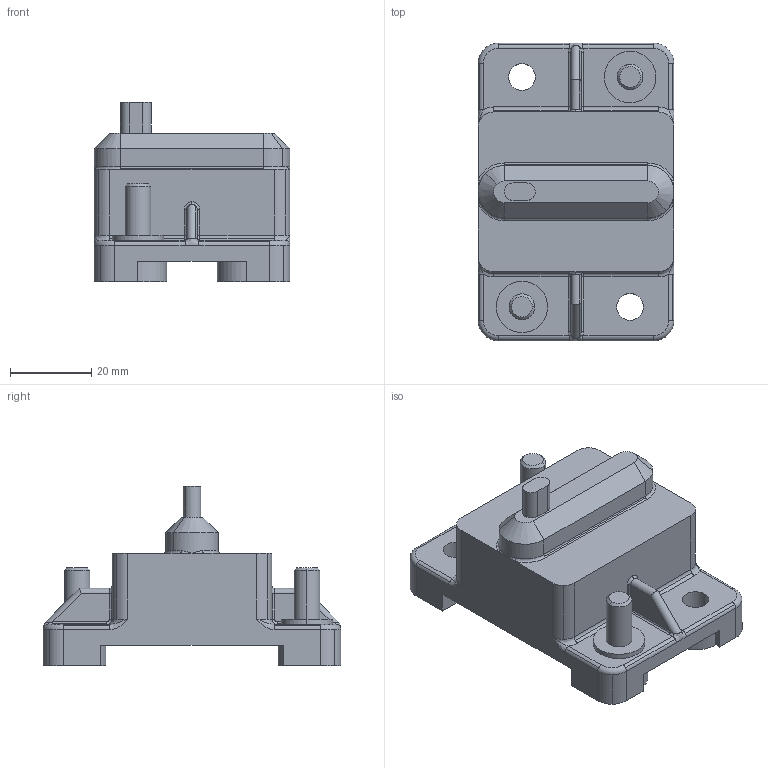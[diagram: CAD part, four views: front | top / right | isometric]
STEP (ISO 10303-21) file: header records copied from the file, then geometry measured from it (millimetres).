
FILE_DESCRIPTION((''),'2;1');
FILE_NAME('Breaker.stp','2004-01-20T15:14:46',('t8558es'),(''),'Autodesk Inventor (tm) 5.0','Autodesk Inventor (tm) 5.0','');
FILE_SCHEMA(('CONFIG_CONTROL_DESIGN'));
Length unit declared in the file: inch
Products named in the file (3): Breaker; Breaker Post
Assembly tree (3 placements, depth 2):
  Breaker
    Breaker
    Breaker Post  x2
Bounding box: 48.26 x 73.41 x 44.2 mm (x, y, z)
Volume: 60977.5 mm3; surface area: 15297.7 mm2
Topology: 3 solids, 3 shells, 191 faces, 486 edges, 298 vertices
Faces by surface type: cylinder 96, bspline 46, plane 37, cone 8, torus 4
Entity records: 7598 total; most frequent: CARTESIAN_POINT 2851, DIRECTION 954, ORIENTED_EDGE 912, EDGE_CURVE 456, AXIS2_PLACEMENT_3D 375, VERTEX_POINT 284, CIRCLE 224, VECTOR 204
